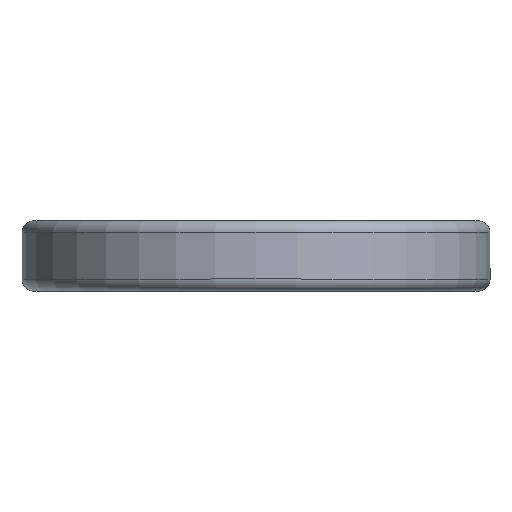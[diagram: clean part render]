
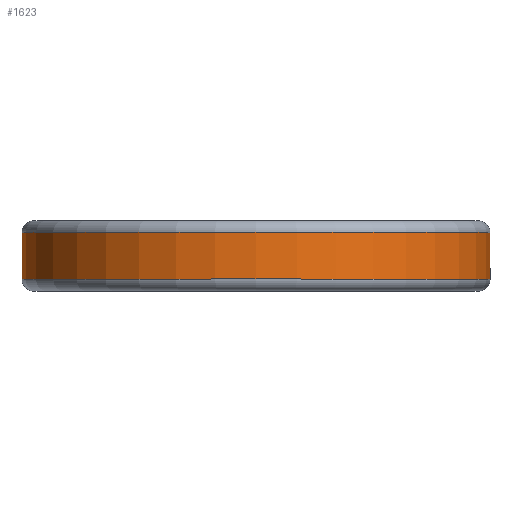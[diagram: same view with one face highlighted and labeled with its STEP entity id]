
A CAD part, top view. The second image highlights one B-rep face of the part: STEP entity #1623.
In plain terms, the highlighted cylindrical face has radius 31.75 mm (diameter 63.5 mm), a partial arc.
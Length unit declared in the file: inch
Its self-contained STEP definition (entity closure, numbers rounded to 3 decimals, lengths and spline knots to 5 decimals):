
#484 = VERTEX_POINT ( 'NONE', #723 ) ;
#723 = CARTESIAN_POINT ( 'NONE',  ( 1.25, 0.0625, 0. ) ) ;
#820 = DIRECTION ( 'NONE',  ( 0., 1., 0. ) ) ;
#861 = VERTEX_POINT ( 'NONE', #1633 ) ;
#1173 = AXIS2_PLACEMENT_3D ( 'NONE', #2474, #2451, #3225 ) ;
#1325 = EDGE_CURVE ( 'NONE', #2787, #861, #2365, .T. ) ;
#1356 = CYLINDRICAL_SURFACE ( 'NONE', #4992, 1.25 ) ;
#1413 = CARTESIAN_POINT ( 'NONE',  ( -1.25, 0.125, 0. ) ) ;
#1525 = VECTOR ( 'NONE', #3359, 39.37008 ) ;
#1623 = ADVANCED_FACE ( 'NONE', ( #4112 ), #1356, .T. ) ;
#1633 = CARTESIAN_POINT ( 'NONE',  ( 1.25, 0.3125, 0. ) ) ;
#1746 = DIRECTION ( 'NONE',  ( 0., 1., 0. ) ) ;
#1770 = DIRECTION ( 'NONE',  ( -1., 0., 0. ) ) ;
#2202 = ORIENTED_EDGE ( 'NONE', *, *, #1325, .F. ) ;
#2225 = CARTESIAN_POINT ( 'NONE',  ( -1.25, 0.3125, 0. ) ) ;
#2239 = EDGE_CURVE ( 'NONE', #4976, #484, #4380, .T. ) ;
#2365 = CIRCLE ( 'NONE', #2934, 1.25 ) ;
#2438 = EDGE_LOOP ( 'NONE', ( #4990, #4517, #2202, #4907 ) ) ;
#2451 = DIRECTION ( 'NONE',  ( 0., 1., 0. ) ) ;
#2474 = CARTESIAN_POINT ( 'NONE',  ( 0., 0.0625, 0. ) ) ;
#2762 = CARTESIAN_POINT ( 'NONE',  ( 0., 0.3125, 0. ) ) ;
#2787 = VERTEX_POINT ( 'NONE', #2225 ) ;
#2934 = AXIS2_PLACEMENT_3D ( 'NONE', #2762, #820, #4328 ) ;
#3221 = EDGE_CURVE ( 'NONE', #4976, #2787, #3375, .T. ) ;
#3225 = DIRECTION ( 'NONE',  ( -1., 0., 0. ) ) ;
#3318 = CARTESIAN_POINT ( 'NONE',  ( 0., 0.125, 0. ) ) ;
#3359 = DIRECTION ( 'NONE',  ( 0., 1., 0. ) ) ;
#3375 = LINE ( 'NONE', #1413, #4860 ) ;
#3648 = CARTESIAN_POINT ( 'NONE',  ( -1.25, 0.0625, 0. ) ) ;
#3795 = CARTESIAN_POINT ( 'NONE',  ( 1.25, 0.125, 0. ) ) ;
#3999 = EDGE_CURVE ( 'NONE', #484, #861, #4543, .T. ) ;
#4112 = FACE_OUTER_BOUND ( 'NONE', #2438, .T. ) ;
#4124 = DIRECTION ( 'NONE',  ( 0., 1., 0. ) ) ;
#4328 = DIRECTION ( 'NONE',  ( -1., 0., 0. ) ) ;
#4380 = CIRCLE ( 'NONE', #1173, 1.25 ) ;
#4517 = ORIENTED_EDGE ( 'NONE', *, *, #3999, .T. ) ;
#4543 = LINE ( 'NONE', #3795, #1525 ) ;
#4860 = VECTOR ( 'NONE', #4124, 39.37008 ) ;
#4907 = ORIENTED_EDGE ( 'NONE', *, *, #3221, .F. ) ;
#4976 = VERTEX_POINT ( 'NONE', #3648 ) ;
#4990 = ORIENTED_EDGE ( 'NONE', *, *, #2239, .T. ) ;
#4992 = AXIS2_PLACEMENT_3D ( 'NONE', #3318, #1746, #1770 ) ;
